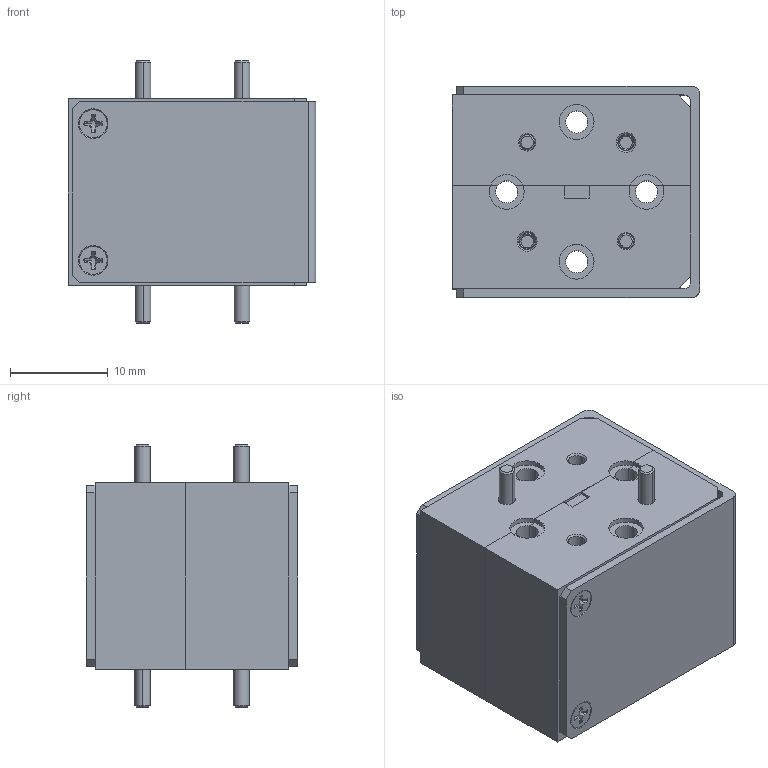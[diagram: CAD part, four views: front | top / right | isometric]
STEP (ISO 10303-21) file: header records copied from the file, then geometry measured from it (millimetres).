
FILE_DESCRIPTION (( 'STEP AP203' ), '1' );
FILE_NAME ('SNW-9339531018-10-I1.STEP', '2016-10-19T18:21:27', ( '' ), ( '' ), 'SwSTEP 2.0', 'SolidWorks 2013', '' );
FILE_SCHEMA (( 'CONFIG_CONTROL_DESIGN' ));
Length unit declared in the file: inch
Products named in the file (1): SNW-9339531018-10-I1
Bounding box: 25.27 x 21.59 x 26.8 mm (x, y, z)
Surface area: 6326.8 mm2 (no closed solid volume)
Topology: 0 solids, 11 shells, 256 faces, 726 edges, 483 vertices
Faces by surface type: plane 119, cone 69, cylinder 68
Entity records: 8536 total; most frequent: CARTESIAN_POINT 1846, DIRECTION 1383, ORIENTED_EDGE 1340, EDGE_CURVE 718, AXIS2_PLACEMENT_3D 508, VERTEX_POINT 483, LINE 367, VECTOR 367
